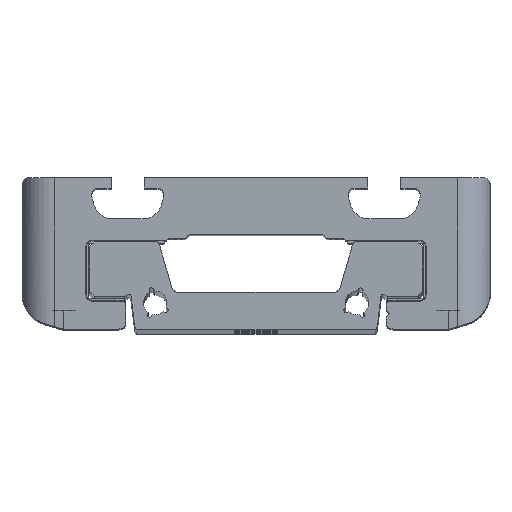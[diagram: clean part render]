
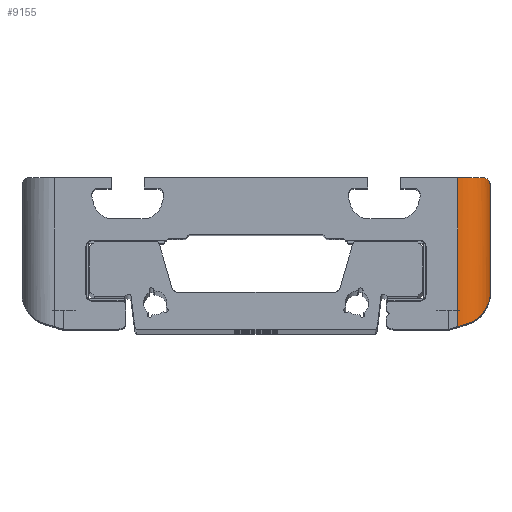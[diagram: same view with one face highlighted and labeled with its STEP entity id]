
A CAD part, top view. The second image highlights one B-rep face of the part: STEP entity #9155.
In plain terms, the highlighted cylindrical face has radius 5 mm (diameter 10 mm), a partial arc.
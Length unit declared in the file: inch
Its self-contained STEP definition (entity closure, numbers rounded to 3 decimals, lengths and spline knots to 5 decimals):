
#500 = CARTESIAN_POINT ( 'NONE',  ( 1.24016, 0.02768, 0. ) ) ;
#510 = VERTEX_POINT ( 'NONE', #7527 ) ;
#562 = EDGE_LOOP ( 'NONE', ( #8969, #1925, #1289, #2192, #1908, #8601, #4659, #3809, #1528 ) ) ;
#796 =( BOUNDED_CURVE ( )  B_SPLINE_CURVE ( 3, ( #2470, #12504, #11297, #1610 ),
 .UNSPECIFIED., .F., .T. ) 
 B_SPLINE_CURVE_WITH_KNOTS ( ( 4, 4 ),
 ( 6.15088, 6.28319 ),
 .UNSPECIFIED. ) 
 CURVE ( )  GEOMETRIC_REPRESENTATION_ITEM ( )  RATIONAL_B_SPLINE_CURVE ( ( 1., 0.999, 0.999, 1. ) ) 
 REPRESENTATION_ITEM ( '' )  );
#845 = EDGE_CURVE ( 'NONE', #3102, #7741, #7594, .T. ) ;
#1030 = CARTESIAN_POINT ( 'NONE',  ( 1.24016, 0.00993, -0.19685 ) ) ;
#1289 = ORIENTED_EDGE ( 'NONE', *, *, #9772, .F. ) ;
#1528 = ORIENTED_EDGE ( 'NONE', *, *, #8904, .F. ) ;
#1590 = DIRECTION ( 'NONE',  ( 0., 1., 0. ) ) ;
#1610 = CARTESIAN_POINT ( 'NONE',  ( 1.43701, 0.90748, -0.19685 ) ) ;
#1657 = EDGE_CURVE ( 'NONE', #14002, #10510, #11046, .T. ) ;
#1886 = VERTEX_POINT ( 'NONE', #13434 ) ;
#1908 = ORIENTED_EDGE ( 'NONE', *, *, #5310, .F. ) ;
#1909 = CARTESIAN_POINT ( 'NONE',  ( 1.42841, 0.17597, -0.1393 ) ) ;
#1925 = ORIENTED_EDGE ( 'NONE', *, *, #13339, .F. ) ;
#1974 = CARTESIAN_POINT ( 'NONE',  ( 1.42193, 0.93321, -0.12014 ) ) ;
#2002 = DIRECTION ( 'NONE',  ( 0., -1., 0. ) ) ;
#2185 = CARTESIAN_POINT ( 'NONE',  ( 1.43529, 0.91311, -0.17088 ) ) ;
#2192 = ORIENTED_EDGE ( 'NONE', *, *, #1657, .F. ) ;
#2241 =( BOUNDED_CURVE ( )  B_SPLINE_CURVE ( 3, ( #5199, #9569, #4397, #13942 ),
 .UNSPECIFIED., .F., .T. ) 
 B_SPLINE_CURVE_WITH_KNOTS ( ( 4, 4 ),
 ( 3.14159, 3.4383 ),
 .UNSPECIFIED. ) 
 CURVE ( )  GEOMETRIC_REPRESENTATION_ITEM ( )  RATIONAL_B_SPLINE_CURVE ( ( 1., 0.993, 0.993, 1. ) ) 
 REPRESENTATION_ITEM ( '' )  );
#2470 = CARTESIAN_POINT ( 'NONE',  ( 1.43529, 0.91311, -0.17088 ) ) ;
#3058 = CARTESIAN_POINT ( 'NONE',  ( 1.24016, 0.02768, 0. ) ) ;
#3102 = VERTEX_POINT ( 'NONE', #11295 ) ;
#3119 = CARTESIAN_POINT ( 'NONE',  ( 1.40887, 0.11206, -0.07539 ) ) ;
#3544 = CARTESIAN_POINT ( 'NONE',  ( 1.40555, 0.94035, -0.09004 ) ) ;
#3809 = ORIENTED_EDGE ( 'NONE', *, *, #5295, .F. ) ;
#3888 = VERTEX_POINT ( 'NONE', #500 ) ;
#4198 = CARTESIAN_POINT ( 'NONE',  ( 1.41633, 0.93705, -0.10792 ) ) ;
#4234 = DIRECTION ( 'NONE',  ( 0., 0., -1. ) ) ;
#4397 = CARTESIAN_POINT ( 'NONE',  ( 1.43412, 0.19466, -0.15798 ) ) ;
#4659 = ORIENTED_EDGE ( 'NONE', *, *, #12234, .F. ) ;
#5199 = CARTESIAN_POINT ( 'NONE',  ( 1.43701, 0.2041, -0.19685 ) ) ;
#5255 = CARTESIAN_POINT ( 'NONE',  ( 1.40915, 0.93924, -0.09589 ) ) ;
#5295 = EDGE_CURVE ( 'NONE', #6306, #1886, #13295, .T. ) ;
#5310 = EDGE_CURVE ( 'NONE', #7741, #14002, #2241, .T. ) ;
#5322 = FACE_OUTER_BOUND ( 'NONE', #562, .T. ) ;
#5419 = CARTESIAN_POINT ( 'NONE',  ( 1.29771, 0.04527, -0.0086 ) ) ;
#5751 = DIRECTION ( 'NONE',  ( 0., 0., 1. ) ) ;
#6093 =( BOUNDED_CURVE ( )  B_SPLINE_CURVE ( 3, ( #9567, #13941, #12881, #3058 ),
 .UNSPECIFIED., .F., .T. ) 
 B_SPLINE_CURVE_WITH_KNOTS ( ( 4, 4 ),
 ( 4.41568, 4.71239 ),
 .UNSPECIFIED. ) 
 CURVE ( )  GEOMETRIC_REPRESENTATION_ITEM ( )  RATIONAL_B_SPLINE_CURVE ( ( 1., 0.993, 0.993, 1. ) ) 
 REPRESENTATION_ITEM ( '' )  );
#6306 = VERTEX_POINT ( 'NONE', #5255 ) ;
#6687 = CARTESIAN_POINT ( 'NONE',  ( 1.24016, 0.94093, 0. ) ) ;
#7107 = CARTESIAN_POINT ( 'NONE',  ( 1.40915, 0.93924, -0.09589 ) ) ;
#7354 = AXIS2_PLACEMENT_3D ( 'NONE', #1030, #11917, #4234 ) ;
#7419 = CARTESIAN_POINT ( 'NONE',  ( 1.43058, 0.92405, -0.14523 ) ) ;
#7524 = CYLINDRICAL_SURFACE ( 'NONE', #7354, 0.19685 ) ;
#7527 = CARTESIAN_POINT ( 'NONE',  ( 1.40363, 0.94093, -0.08719 ) ) ;
#7548 =( BOUNDED_CURVE ( )  B_SPLINE_CURVE ( 3, ( #8184, #3544, #7908, #7107 ),
 .UNSPECIFIED., .F., .T. ) 
 B_SPLINE_CURVE_WITH_KNOTS ( ( 4, 4 ),
 ( 5.6923, 5.74468 ),
 .UNSPECIFIED. ) 
 CURVE ( )  GEOMETRIC_REPRESENTATION_ITEM ( )  RATIONAL_B_SPLINE_CURVE ( ( 1., 1., 1., 1. ) ) 
 REPRESENTATION_ITEM ( '' )  );
#7594 = LINE ( 'NONE', #10759, #10363 ) ;
#7741 = VERTEX_POINT ( 'NONE', #7972 ) ;
#7908 = CARTESIAN_POINT ( 'NONE',  ( 1.40739, 0.93978, -0.09294 ) ) ;
#7972 = CARTESIAN_POINT ( 'NONE',  ( 1.43701, 0.2041, -0.19685 ) ) ;
#8184 = CARTESIAN_POINT ( 'NONE',  ( 1.40363, 0.94093, -0.08719 ) ) ;
#8601 = ORIENTED_EDGE ( 'NONE', *, *, #845, .F. ) ;
#8904 = EDGE_CURVE ( 'NONE', #510, #6306, #7548, .T. ) ;
#8958 = VECTOR ( 'NONE', #12298, 39.37008 ) ;
#8969 = ORIENTED_EDGE ( 'NONE', *, *, #12599, .F. ) ;
#9155 = ADVANCED_FACE ( 'NONE', ( #5322 ), #7524, .T. ) ;
#9566 = CARTESIAN_POINT ( 'NONE',  ( 1.36162, 0.06481, -0.02814 ) ) ;
#9567 = CARTESIAN_POINT ( 'NONE',  ( 1.29771, 0.04527, -0.0086 ) ) ;
#9569 = CARTESIAN_POINT ( 'NONE',  ( 1.43701, 0.2041, -0.17731 ) ) ;
#9649 = CARTESIAN_POINT ( 'NONE',  ( 1.40915, 0.93924, -0.09589 ) ) ;
#9772 = EDGE_CURVE ( 'NONE', #10510, #3888, #6093, .T. ) ;
#10014 = CARTESIAN_POINT ( 'NONE',  ( 1.24016, 0.00993, 0. ) ) ;
#10363 = VECTOR ( 'NONE', #2002, 39.37008 ) ;
#10510 = VERTEX_POINT ( 'NONE', #5419 ) ;
#10662 = CARTESIAN_POINT ( 'NONE',  ( 1.29771, 0.04527, -0.0086 ) ) ;
#10759 = CARTESIAN_POINT ( 'NONE',  ( 1.43701, 0.00993, -0.19685 ) ) ;
#11003 = CIRCLE ( 'NONE', #11705, 0.19685 ) ;
#11046 =( BOUNDED_CURVE ( )  B_SPLINE_CURVE ( 3, ( #1909, #3119, #9566, #10662 ),
 .UNSPECIFIED., .F., .T. ) 
 B_SPLINE_CURVE_WITH_KNOTS ( ( 4, 4 ),
 ( 5.00909, 5.98648 ),
 .UNSPECIFIED. ) 
 CURVE ( )  GEOMETRIC_REPRESENTATION_ITEM ( )  RATIONAL_B_SPLINE_CURVE ( ( 1., 0.922, 0.922, 1. ) ) 
 REPRESENTATION_ITEM ( '' )  );
#11295 = CARTESIAN_POINT ( 'NONE',  ( 1.43701, 0.90748, -0.19685 ) ) ;
#11297 = CARTESIAN_POINT ( 'NONE',  ( 1.43701, 0.90748, -0.18816 ) ) ;
#11344 = CARTESIAN_POINT ( 'NONE',  ( 1.24016, 0.94093, -0.19685 ) ) ;
#11370 = LINE ( 'NONE', #10014, #8958 ) ;
#11385 = VERTEX_POINT ( 'NONE', #6687 ) ;
#11705 = AXIS2_PLACEMENT_3D ( 'NONE', #11344, #1590, #5751 ) ;
#11803 = CARTESIAN_POINT ( 'NONE',  ( 1.43358, 0.9187, -0.15803 ) ) ;
#11917 = DIRECTION ( 'NONE',  ( 0., -1., 0. ) ) ;
#12234 = EDGE_CURVE ( 'NONE', #1886, #3102, #796, .T. ) ;
#12298 = DIRECTION ( 'NONE',  ( 0., 1., 0. ) ) ;
#12504 = CARTESIAN_POINT ( 'NONE',  ( 1.43643, 0.90936, -0.17949 ) ) ;
#12599 = EDGE_CURVE ( 'NONE', #11385, #510, #11003, .T. ) ;
#12881 = CARTESIAN_POINT ( 'NONE',  ( 1.2597, 0.03365, 0. ) ) ;
#13295 = B_SPLINE_CURVE_WITH_KNOTS ( 'NONE', 3,
 ( #9649, #4198, #1974, #7419, #11803, #2185 ),
 .UNSPECIFIED., .F., .F.,
 ( 4, 2, 4 ),
 ( 0., 0.00106, 0.00213 ),
 .UNSPECIFIED. ) ;
#13336 = CARTESIAN_POINT ( 'NONE',  ( 1.42841, 0.17597, -0.1393 ) ) ;
#13339 = EDGE_CURVE ( 'NONE', #3888, #11385, #11370, .T. ) ;
#13434 = CARTESIAN_POINT ( 'NONE',  ( 1.43529, 0.91311, -0.17088 ) ) ;
#13941 = CARTESIAN_POINT ( 'NONE',  ( 1.27902, 0.03956, -0.00289 ) ) ;
#13942 = CARTESIAN_POINT ( 'NONE',  ( 1.42841, 0.17597, -0.1393 ) ) ;
#14002 = VERTEX_POINT ( 'NONE', #13336 ) ;
